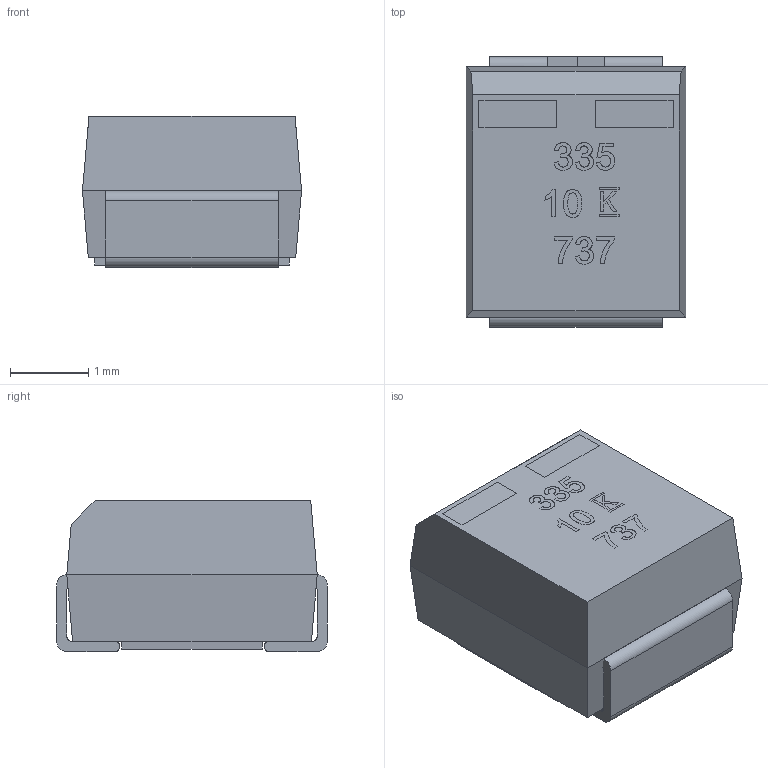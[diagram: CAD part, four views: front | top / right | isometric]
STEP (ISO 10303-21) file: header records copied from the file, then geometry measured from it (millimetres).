
FILE_DESCRIPTION(/* description */ (''),/* implementation_level */ '2;1');
FILE_NAME(/* name */ 'TANTCA~2',/* time_stamp */ '2017-09-17T10:20:23+02:00',/* author */ (''),/* organization */ (''),/* preprocessor_version */ 'ST-DEVELOPER v14',/* originating_system */ '',/* authorisation */ '');
FILE_SCHEMA (('AUTOMOTIVE_DESIGN'));
Length unit declared in the file: millimetre
Products named in the file (1): Document
Bounding box: 2.8 x 3.46 x 1.93 mm (x, y, z)
Volume: 1.2 mm3; surface area: 57.8 mm2
Topology: 2 solids, 17 shells, 77 faces, 590 edges, 534 vertices
Faces by surface type: bspline 43, plane 34
Entity records: 6625 total; most frequent: CARTESIAN_POINT 3680, ORIENTED_EDGE 770, EDGE_CURVE 590, VERTEX_POINT 534, B_SPLINE_CURVE_WITH_KNOTS 465, EDGE_LOOP 92, ADVANCED_FACE 77, FACE_OUTER_BOUND 77
